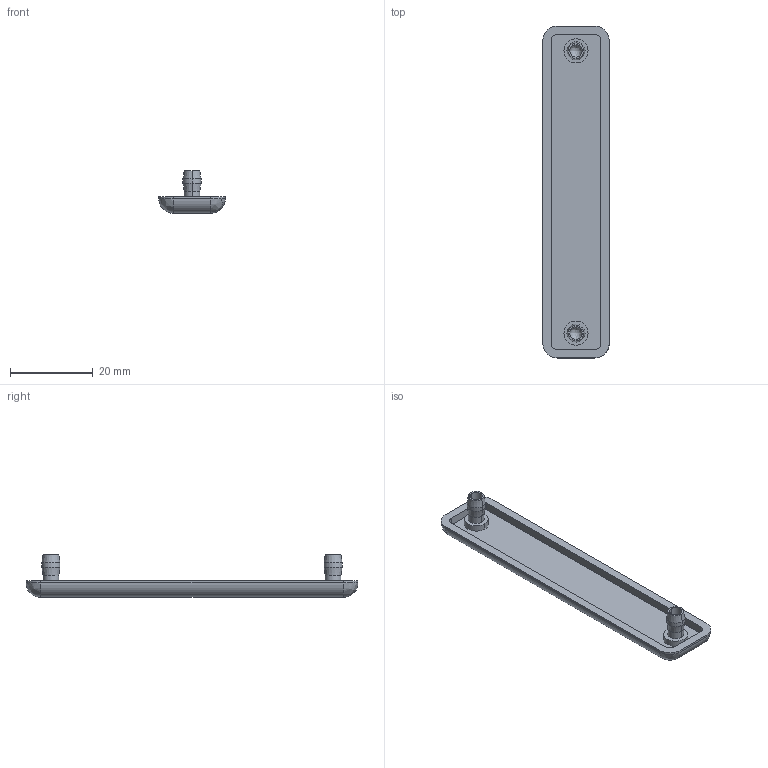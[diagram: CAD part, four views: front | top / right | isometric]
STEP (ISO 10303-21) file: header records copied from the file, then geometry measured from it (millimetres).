
FILE_DESCRIPTION (( 'STEP AP214' ), '1' );
FILE_NAME ('SZ0031S Profile Cap 16x80.STEP', '2021-10-21T11:52:01', ( '' ), ( '' ), 'SwSTEP 2.0', 'SolidWorks 2021', '' );
FILE_SCHEMA (( 'AUTOMOTIVE_DESIGN' ));
Length unit declared in the file: millimetre
Products named in the file (1): SZ0031S Profile Cap 16x80
Bounding box: 16 x 80 x 10.3 mm (x, y, z)
Volume: 2951.2 mm3; surface area: 3681.7 mm2
Topology: 1 solids, 1 shells, 58 faces, 135 edges, 79 vertices
Faces by surface type: cylinder 28, plane 15, cone 8, bspline 7
Entity records: 1719 total; most frequent: CARTESIAN_POINT 371, DIRECTION 300, ORIENTED_EDGE 256, EDGE_CURVE 128, AXIS2_PLACEMENT_3D 120, VERTEX_POINT 79, CIRCLE 68, EDGE_LOOP 65
